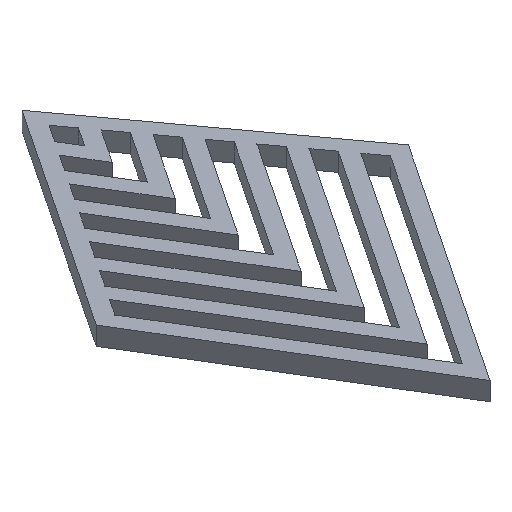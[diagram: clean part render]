
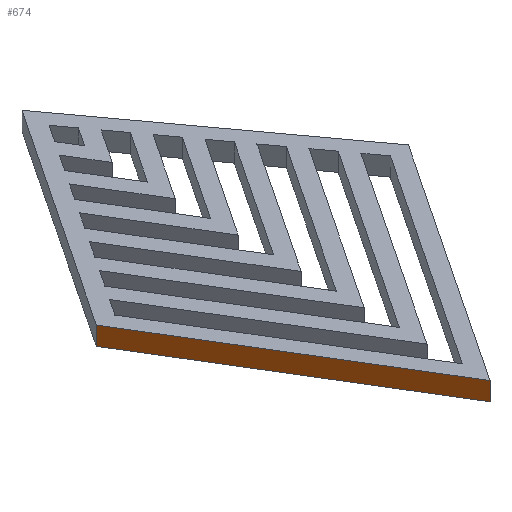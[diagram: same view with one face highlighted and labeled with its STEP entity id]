
A CAD part, isometric view. The second image highlights one B-rep face of the part: STEP entity #674.
In plain terms, the highlighted free-form (B-spline) face has degree [1, 1] with [2, 2] control points.
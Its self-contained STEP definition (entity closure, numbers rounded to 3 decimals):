
#32 = VERTEX_POINT('',#33);
#33 = CARTESIAN_POINT('',(-15.457,-33.634,0.));
#40 = EDGE_CURVE('',#32,#41,#43,.T.);
#41 = VERTEX_POINT('',#42);
#42 = CARTESIAN_POINT('',(-26.465,-15.53,0.));
#43 = B_SPLINE_CURVE_WITH_KNOTS('',1,(#44,#45,#46,#47),.UNSPECIFIED.,.F.
  ,.F.,(2,1,1,2),(3.228,3.878,4.878,
    5.142),.UNSPECIFIED.);
#44 = CARTESIAN_POINT('',(-15.457,-33.634,0.));
#45 = CARTESIAN_POINT('',(-15.916,-32.879,0.));
#46 = CARTESIAN_POINT('',(-26.279,-15.836,0.));
#47 = CARTESIAN_POINT('',(-26.465,-15.53,0.));
#654 = EDGE_CURVE('',#41,#655,#657,.T.);
#655 = VERTEX_POINT('',#656);
#656 = CARTESIAN_POINT('',(-26.465,-15.53,
    1.358));
#657 = B_SPLINE_CURVE_WITH_KNOTS('',1,(#658,#659),.UNSPECIFIED.,.F.,.F.,
  (2,2),(0.,1.),.PIECEWISE_BEZIER_KNOTS.);
#658 = CARTESIAN_POINT('',(-26.465,-15.53,0.));
#659 = CARTESIAN_POINT('',(-26.465,-15.53,
    1.358));
#674 = ADVANCED_FACE('',(#675),#693,.T.);
#675 = FACE_BOUND('',#676,.T.);
#676 = EDGE_LOOP('',(#677,#684,#691,#692));
#677 = ORIENTED_EDGE('',*,*,#678,.T.);
#678 = EDGE_CURVE('',#32,#679,#681,.T.);
#679 = VERTEX_POINT('',#680);
#680 = CARTESIAN_POINT('',(-15.457,-33.634,
    1.358));
#681 = B_SPLINE_CURVE_WITH_KNOTS('',1,(#682,#683),.UNSPECIFIED.,.F.,.F.,
  (2,2),(0.,1.),.PIECEWISE_BEZIER_KNOTS.);
#682 = CARTESIAN_POINT('',(-15.457,-33.634,0.));
#683 = CARTESIAN_POINT('',(-15.457,-33.634,
    1.358));
#684 = ORIENTED_EDGE('',*,*,#685,.T.);
#685 = EDGE_CURVE('',#679,#655,#686,.T.);
#686 = B_SPLINE_CURVE_WITH_KNOTS('',1,(#687,#688,#689,#690),
  .UNSPECIFIED.,.F.,.F.,(2,1,1,2),(3.228,3.878,
    4.878,5.142),.UNSPECIFIED.);
#687 = CARTESIAN_POINT('',(-15.457,-33.634,
    1.358));
#688 = CARTESIAN_POINT('',(-15.916,-32.879,
    1.358));
#689 = CARTESIAN_POINT('',(-26.279,-15.836,1.358
    ));
#690 = CARTESIAN_POINT('',(-26.465,-15.53,
    1.358));
#691 = ORIENTED_EDGE('',*,*,#654,.F.);
#692 = ORIENTED_EDGE('',*,*,#40,.F.);
#693 = B_SPLINE_SURFACE_WITH_KNOTS('',1,1,(
    (#694,#695)
    ,(#696,#697
    )),.UNSPECIFIED.,.F.,.F.,.F.,(2,2),(2,2),(-15.604,0.),(
    0.,1.),.PIECEWISE_BEZIER_KNOTS.);
#694 = CARTESIAN_POINT('',(-26.465,-15.53,
    0.));
#695 = CARTESIAN_POINT('',(-26.465,-15.53,
    1.358));
#696 = CARTESIAN_POINT('',(-15.457,-33.634,
    0.));
#697 = CARTESIAN_POINT('',(-15.457,-33.634,
    1.358));
